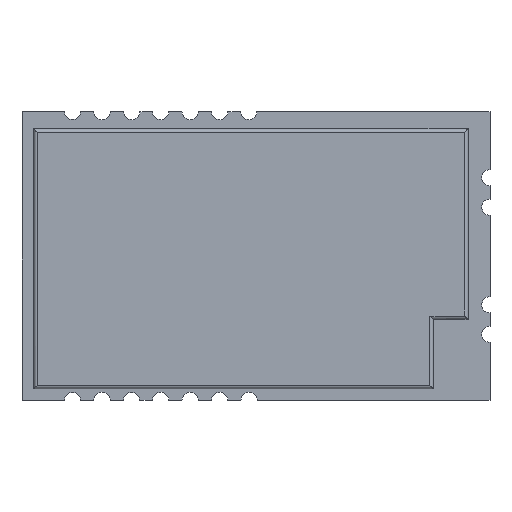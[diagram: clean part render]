
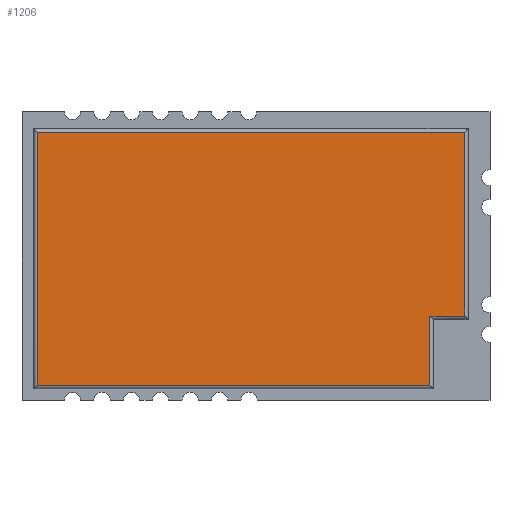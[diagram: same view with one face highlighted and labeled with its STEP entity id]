
A CAD part, top view. The second image highlights one B-rep face of the part: STEP entity #1206.
In plain terms, the highlighted planar face has unit normal (0, 0, 1).
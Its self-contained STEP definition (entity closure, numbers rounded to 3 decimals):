
#11 = LINE ( 'NONE', #2009, #2344 ) ;
#24 = VERTEX_POINT ( 'NONE', #498 ) ;
#38 = CARTESIAN_POINT ( 'NONE',  ( 1.3, 23.2, 2.759 ) ) ;
#40 = LINE ( 'NONE', #1157, #884 ) ;
#191 = DIRECTION ( 'NONE',  ( 1., 0., 0. ) ) ;
#370 = CARTESIAN_POINT ( 'NONE',  ( 38.3, 7.3, 2.759 ) ) ;
#414 = CARTESIAN_POINT ( 'NONE',  ( 38.6, 7.3, 2.759 ) ) ;
#454 = ORIENTED_EDGE ( 'NONE', *, *, #2730, .T. ) ;
#498 = CARTESIAN_POINT ( 'NONE',  ( 1.3, 1.3, 2.759 ) ) ;
#502 = CARTESIAN_POINT ( 'NONE',  ( 38.3, 23.5, 2.759 ) ) ;
#658 = VERTEX_POINT ( 'NONE', #2432 ) ;
#676 = DIRECTION ( 'NONE',  ( 1., 0., 0. ) ) ;
#693 = CARTESIAN_POINT ( 'NONE',  ( 38.3, 23.2, 2.759 ) ) ;
#747 = VECTOR ( 'NONE', #191, 1000. ) ;
#884 = VECTOR ( 'NONE', #2033, 1000. ) ;
#912 = EDGE_LOOP ( 'NONE', ( #454, #1801, #2157, #1263, #1823, #2530 ) ) ;
#917 = VERTEX_POINT ( 'NONE', #2270 ) ;
#1065 = VECTOR ( 'NONE', #1579, 1000. ) ;
#1157 = CARTESIAN_POINT ( 'NONE',  ( 1., 23.2, 2.759 ) ) ;
#1184 = VERTEX_POINT ( 'NONE', #370 ) ;
#1206 = ADVANCED_FACE ( 'NONE', ( #2736 ), #2358, .T. ) ;
#1229 = LINE ( 'NONE', #2589, #1578 ) ;
#1263 = ORIENTED_EDGE ( 'NONE', *, *, #1495, .T. ) ;
#1285 = CARTESIAN_POINT ( 'NONE',  ( 0., 0., 2.759 ) ) ;
#1383 = DIRECTION ( 'NONE',  ( 0., -1., 0. ) ) ;
#1393 = EDGE_CURVE ( 'NONE', #917, #1184, #1522, .T. ) ;
#1495 = EDGE_CURVE ( 'NONE', #2563, #1922, #40, .T. ) ;
#1517 = EDGE_CURVE ( 'NONE', #1184, #2563, #1565, .T. ) ;
#1522 = LINE ( 'NONE', #414, #747 ) ;
#1565 = LINE ( 'NONE', #502, #1065 ) ;
#1578 = VECTOR ( 'NONE', #1747, 1000. ) ;
#1579 = DIRECTION ( 'NONE',  ( 0., 1., 0. ) ) ;
#1675 = DIRECTION ( 'NONE',  ( 0., 0., 1. ) ) ;
#1747 = DIRECTION ( 'NONE',  ( 0., 1., 0. ) ) ;
#1801 = ORIENTED_EDGE ( 'NONE', *, *, #1393, .T. ) ;
#1823 = ORIENTED_EDGE ( 'NONE', *, *, #2465, .T. ) ;
#1841 = AXIS2_PLACEMENT_3D ( 'NONE', #1285, #1675, #2749 ) ;
#1922 = VERTEX_POINT ( 'NONE', #38 ) ;
#2009 = CARTESIAN_POINT ( 'NONE',  ( 35.6, 1.3, 2.759 ) ) ;
#2033 = DIRECTION ( 'NONE',  ( -1., 0., 0. ) ) ;
#2038 = LINE ( 'NONE', #2453, #2550 ) ;
#2157 = ORIENTED_EDGE ( 'NONE', *, *, #1517, .T. ) ;
#2270 = CARTESIAN_POINT ( 'NONE',  ( 35.3, 7.3, 2.759 ) ) ;
#2344 = VECTOR ( 'NONE', #676, 1000. ) ;
#2358 = PLANE ( 'NONE',  #1841 ) ;
#2432 = CARTESIAN_POINT ( 'NONE',  ( 35.3, 1.3, 2.759 ) ) ;
#2453 = CARTESIAN_POINT ( 'NONE',  ( 1.3, 1., 2.759 ) ) ;
#2465 = EDGE_CURVE ( 'NONE', #1922, #24, #2038, .T. ) ;
#2526 = EDGE_CURVE ( 'NONE', #24, #658, #11, .T. ) ;
#2530 = ORIENTED_EDGE ( 'NONE', *, *, #2526, .T. ) ;
#2550 = VECTOR ( 'NONE', #1383, 1000. ) ;
#2563 = VERTEX_POINT ( 'NONE', #693 ) ;
#2589 = CARTESIAN_POINT ( 'NONE',  ( 35.3, 7., 2.759 ) ) ;
#2730 = EDGE_CURVE ( 'NONE', #658, #917, #1229, .T. ) ;
#2736 = FACE_OUTER_BOUND ( 'NONE', #912, .T. ) ;
#2749 = DIRECTION ( 'NONE',  ( 1., 0., 0. ) ) ;
